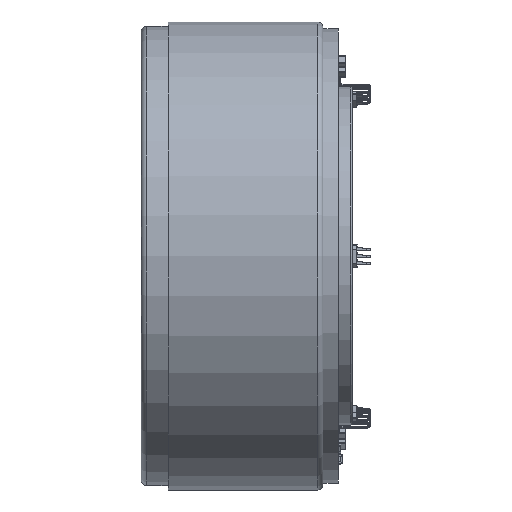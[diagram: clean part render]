
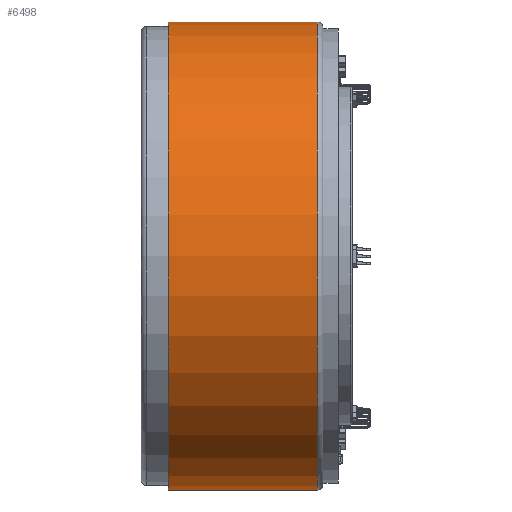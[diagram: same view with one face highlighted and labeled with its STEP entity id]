
A CAD part, front view. The second image highlights one B-rep face of the part: STEP entity #6498.
In plain terms, the highlighted cylindrical face has radius 42.5 mm (diameter 85 mm), a full revolution.
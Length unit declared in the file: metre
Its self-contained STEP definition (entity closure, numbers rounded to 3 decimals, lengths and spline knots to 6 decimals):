
#472=CYLINDRICAL_SURFACE('',#7272,0.0425);
#542=FACE_OUTER_BOUND('',#878,.T.);
#878=EDGE_LOOP('',(#4464,#4465,#4466,#4467,#4468,#4469,#4470));
#1229=LINE('',#9740,#1981);
#1981=VECTOR('',#7876,0.0425);
#2743=CIRCLE('',#7273,0.0425);
#2744=CIRCLE('',#7274,0.0425);
#2745=CIRCLE('',#7275,0.0425);
#2746=CIRCLE('',#7276,0.0425);
#2747=CIRCLE('',#7277,0.0425);
#2907=VERTEX_POINT('',#9733);
#2908=VERTEX_POINT('',#9734);
#2909=VERTEX_POINT('',#9736);
#2910=VERTEX_POINT('',#9739);
#2911=VERTEX_POINT('',#9741);
#3526=EDGE_CURVE('',#2907,#2908,#2743,.T.);
#3527=EDGE_CURVE('',#2909,#2907,#2744,.T.);
#3528=EDGE_CURVE('',#2908,#2909,#2745,.T.);
#3529=EDGE_CURVE('',#2908,#2910,#1229,.T.);
#3530=EDGE_CURVE('',#2910,#2911,#2746,.T.);
#3531=EDGE_CURVE('',#2911,#2910,#2747,.T.);
#4464=ORIENTED_EDGE('',*,*,#3526,.F.);
#4465=ORIENTED_EDGE('',*,*,#3527,.F.);
#4466=ORIENTED_EDGE('',*,*,#3528,.F.);
#4467=ORIENTED_EDGE('',*,*,#3529,.T.);
#4468=ORIENTED_EDGE('',*,*,#3530,.T.);
#4469=ORIENTED_EDGE('',*,*,#3531,.T.);
#4470=ORIENTED_EDGE('',*,*,#3529,.F.);
#6498=ADVANCED_FACE('',(#542),#472,.T.);
#7272=AXIS2_PLACEMENT_3D('',#9732,#7868,#7869);
#7273=AXIS2_PLACEMENT_3D('',#9735,#7870,#7871);
#7274=AXIS2_PLACEMENT_3D('',#9737,#7872,#7873);
#7275=AXIS2_PLACEMENT_3D('',#9738,#7874,#7875);
#7276=AXIS2_PLACEMENT_3D('',#9742,#7877,#7878);
#7277=AXIS2_PLACEMENT_3D('',#9743,#7879,#7880);
#7868=DIRECTION('center_axis',(0.,1.,0.));
#7869=DIRECTION('ref_axis',(-1.,0.,0.));
#7870=DIRECTION('center_axis',(0.,1.,0.));
#7871=DIRECTION('ref_axis',(1.,0.,0.));
#7872=DIRECTION('center_axis',(0.,1.,0.));
#7873=DIRECTION('ref_axis',(1.,0.,0.));
#7874=DIRECTION('center_axis',(0.,1.,0.));
#7875=DIRECTION('ref_axis',(1.,0.,0.));
#7876=DIRECTION('',(0.,-1.,0.));
#7877=DIRECTION('center_axis',(0.,1.,0.));
#7878=DIRECTION('ref_axis',(1.,0.,0.));
#7879=DIRECTION('center_axis',(0.,1.,0.));
#7880=DIRECTION('ref_axis',(1.,0.,0.));
#9732=CARTESIAN_POINT('Origin',(0.,0.01845,0.));
#9733=CARTESIAN_POINT('',(-0.0425,0.032,0.));
#9734=CARTESIAN_POINT('',(0.0425,0.032,0.));
#9735=CARTESIAN_POINT('Origin',(0.,0.032,0.));
#9736=CARTESIAN_POINT('',(0.,0.032,-0.0425));
#9737=CARTESIAN_POINT('Origin',(0.,0.032,0.));
#9738=CARTESIAN_POINT('Origin',(0.,0.032,0.));
#9739=CARTESIAN_POINT('',(0.0425,0.0049,0.));
#9740=CARTESIAN_POINT('',(0.0425,0.01845,0.));
#9741=CARTESIAN_POINT('',(-0.0425,0.0049,0.));
#9742=CARTESIAN_POINT('Origin',(0.,0.0049,0.));
#9743=CARTESIAN_POINT('Origin',(0.,0.0049,0.));
